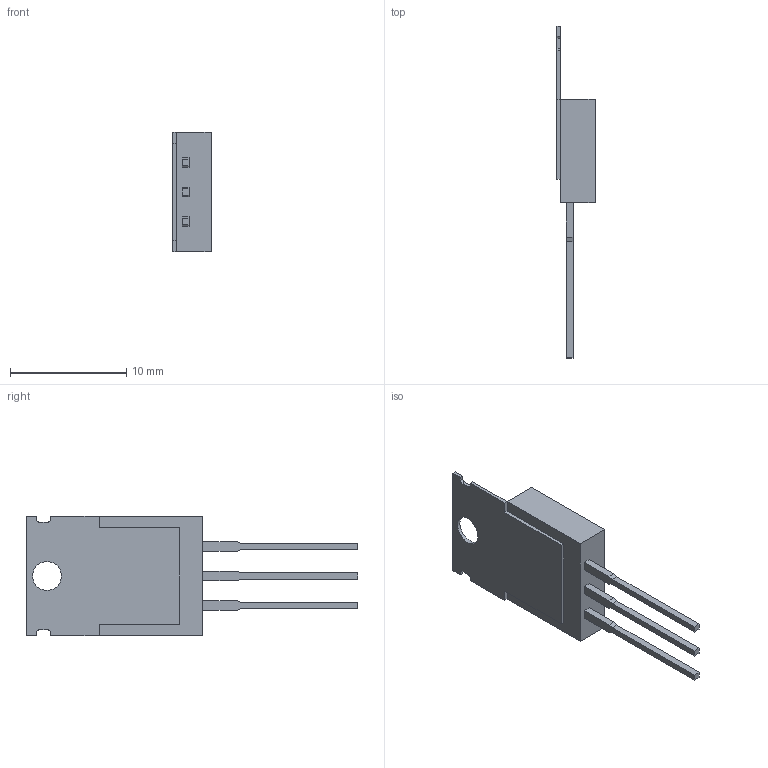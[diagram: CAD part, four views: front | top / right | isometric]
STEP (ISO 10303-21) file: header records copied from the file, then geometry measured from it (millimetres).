
FILE_DESCRIPTION(/* description */ (''),/* implementation_level */ '2;1');
FILE_NAME(/* name */ 'Mosfet IRF540.step',/* time_stamp */ '2019-09-06T15:28:01-05:00',/* author */ (''),/* organization */ (''),/* preprocessor_version */ 'ST-DEVELOPER v18',/* originating_system */ 'Autodesk Translation Framework v8.6.0.1094',/* authorisation */ '');
FILE_SCHEMA (('AUTOMOTIVE_DESIGN { 1 0 10303 214 3 1 1 }'));
Length unit declared in the file: millimetre
Products named in the file (1): (Unsaved)
Bounding box: 3.3 x 28.58 x 10.3 mm (x, y, z)
Volume: 324.3 mm3; surface area: 528.1 mm2
Topology: 1 solids, 1 shells, 67 faces, 225 edges, 172 vertices
Faces by surface type: plane 62, cylinder 5
Full cylindrical faces by diameter (mm): 2.5 x1
Entity records: 3672 total; most frequent: CARTESIAN_POINT 1545, ORIENTED_EDGE 450, DIRECTION 351, EDGE_CURVE 225, LINE 191, VECTOR 191, VERTEX_POINT 172, EDGE_LOOP 81
